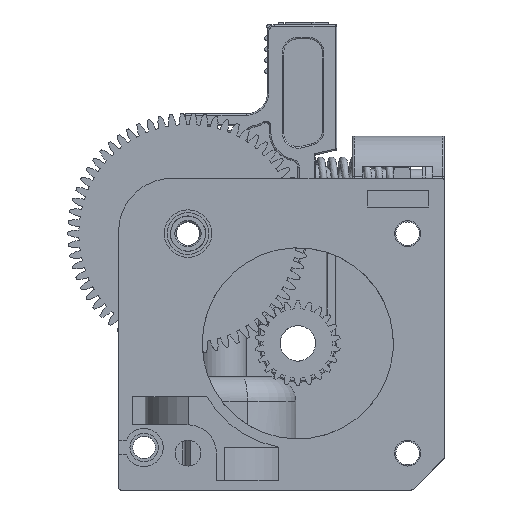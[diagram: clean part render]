
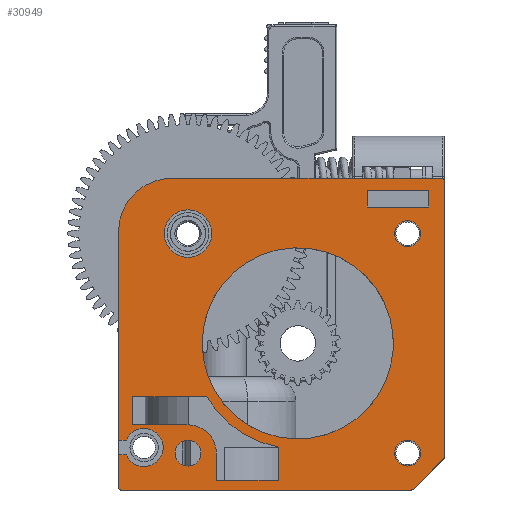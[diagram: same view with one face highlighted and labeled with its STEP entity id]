
A CAD part, front view. The second image highlights one B-rep face of the part: STEP entity #30949.
In plain terms, the highlighted planar face has unit normal (0, -1, 0).
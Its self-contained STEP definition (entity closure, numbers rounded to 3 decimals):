
#1382=FACE_BOUND('',#5163,.T.);
#1383=FACE_BOUND('',#5164,.T.);
#1384=FACE_BOUND('',#5165,.T.);
#1385=FACE_BOUND('',#5166,.T.);
#1386=FACE_BOUND('',#5167,.T.);
#1387=FACE_BOUND('',#5168,.T.);
#1388=FACE_BOUND('',#5169,.T.);
#2105=CIRCLE('',#32713,2.7);
#2128=CIRCLE('',#32760,4.);
#2129=CIRCLE('',#32765,14.9);
#2158=CIRCLE('',#32822,1.825);
#2160=CIRCLE('',#32826,1.825);
#2217=CIRCLE('',#32946,0.3);
#2220=CIRCLE('',#32953,0.3);
#2221=CIRCLE('',#32954,0.3);
#2222=CIRCLE('',#32955,0.3);
#2223=CIRCLE('',#32956,7.5);
#2224=CIRCLE('',#32957,13.5);
#2225=CIRCLE('',#32958,3.35);
#2226=CIRCLE('',#32959,1.825);
#3433=FACE_OUTER_BOUND('',#5162,.T.);
#5162=EDGE_LOOP('',(#19920,#19921,#19922,#19923,#19924,#19925,#19926,#19927,
#19928,#19929,#19930,#19931,#19932,#19933));
#5163=EDGE_LOOP('',(#19934,#19935,#19936,#19937,#19938,#19939,#19940,#19941));
#5164=EDGE_LOOP('',(#19942,#19943,#19944,#19945));
#5165=EDGE_LOOP('',(#19946));
#5166=EDGE_LOOP('',(#19947));
#5167=EDGE_LOOP('',(#19948));
#5168=EDGE_LOOP('',(#19949));
#5169=EDGE_LOOP('',(#19950));
#6931=LINE('',#43832,#9384);
#6936=LINE('',#43846,#9389);
#6940=LINE('',#43854,#9393);
#6946=LINE('',#43865,#9399);
#6983=LINE('',#44103,#9436);
#6986=LINE('',#44108,#9439);
#6989=LINE('',#44116,#9442);
#6991=LINE('',#44120,#9444);
#6993=LINE('',#44124,#9446);
#6996=LINE('',#44131,#9449);
#6997=LINE('',#44135,#9450);
#7001=LINE('',#44143,#9454);
#7004=LINE('',#44149,#9457);
#7007=LINE('',#44154,#9460);
#7150=LINE('',#44737,#9603);
#7151=LINE('',#44741,#9604);
#7152=LINE('',#44744,#9605);
#7153=LINE('',#44746,#9606);
#9384=VECTOR('',#35626,10.);
#9389=VECTOR('',#35639,10.);
#9393=VECTOR('',#35647,10.);
#9399=VECTOR('',#35653,10.);
#9436=VECTOR('',#35770,10.);
#9439=VECTOR('',#35775,10.);
#9442=VECTOR('',#35784,10.);
#9444=VECTOR('',#35788,10.);
#9446=VECTOR('',#35792,10.);
#9449=VECTOR('',#35801,10.);
#9450=VECTOR('',#35804,10.);
#9454=VECTOR('',#35810,10.);
#9457=VECTOR('',#35815,10.);
#9460=VECTOR('',#35820,10.);
#9603=VECTOR('',#36329,10.);
#9604=VECTOR('',#36332,10.);
#9605=VECTOR('',#36335,10.);
#9606=VECTOR('',#36336,10.);
#11841=VERTEX_POINT('',#43830);
#11842=VERTEX_POINT('',#43831);
#11845=VERTEX_POINT('',#43839);
#11847=VERTEX_POINT('',#43845);
#11849=VERTEX_POINT('',#43853);
#11854=VERTEX_POINT('',#43863);
#11905=VERTEX_POINT('',#44101);
#11906=VERTEX_POINT('',#44102);
#11907=VERTEX_POINT('',#44107);
#11908=VERTEX_POINT('',#44111);
#11909=VERTEX_POINT('',#44115);
#11910=VERTEX_POINT('',#44119);
#11911=VERTEX_POINT('',#44123);
#11912=VERTEX_POINT('',#44127);
#11913=VERTEX_POINT('',#44133);
#11914=VERTEX_POINT('',#44134);
#11917=VERTEX_POINT('',#44142);
#11919=VERTEX_POINT('',#44148);
#11982=VERTEX_POINT('',#44377);
#11984=VERTEX_POINT('',#44383);
#12083=VERTEX_POINT('',#44720);
#12084=VERTEX_POINT('',#44721);
#12086=VERTEX_POINT('',#44734);
#12087=VERTEX_POINT('',#44736);
#12088=VERTEX_POINT('',#44738);
#12089=VERTEX_POINT('',#44740);
#12090=VERTEX_POINT('',#44742);
#12091=VERTEX_POINT('',#44745);
#12092=VERTEX_POINT('',#44748);
#12093=VERTEX_POINT('',#44750);
#12094=VERTEX_POINT('',#44752);
#14786=EDGE_CURVE('',#11841,#11842,#6931,.T.);
#14790=EDGE_CURVE('',#11842,#11845,#2105,.T.);
#14793=EDGE_CURVE('',#11845,#11847,#6936,.T.);
#14797=EDGE_CURVE('',#11849,#11841,#6940,.T.);
#14803=EDGE_CURVE('',#11847,#11854,#6946,.T.);
#14872=EDGE_CURVE('',#11905,#11906,#6983,.T.);
#14875=EDGE_CURVE('',#11907,#11905,#6986,.T.);
#14877=EDGE_CURVE('',#11908,#11907,#2128,.T.);
#14879=EDGE_CURVE('',#11909,#11908,#6989,.T.);
#14881=EDGE_CURVE('',#11910,#11909,#6991,.T.);
#14883=EDGE_CURVE('',#11911,#11910,#6993,.T.);
#14885=EDGE_CURVE('',#11912,#11911,#2129,.T.);
#14887=EDGE_CURVE('',#11906,#11912,#6996,.T.);
#14888=EDGE_CURVE('',#11913,#11914,#6997,.T.);
#14892=EDGE_CURVE('',#11917,#11913,#7001,.T.);
#14895=EDGE_CURVE('',#11919,#11917,#7004,.T.);
#14898=EDGE_CURVE('',#11914,#11919,#7007,.T.);
#14982=EDGE_CURVE('',#11982,#11982,#2158,.T.);
#14984=EDGE_CURVE('',#11984,#11984,#2160,.T.);
#15139=EDGE_CURVE('',#12083,#12084,#2217,.T.);
#15146=EDGE_CURVE('',#12086,#11854,#2220,.T.);
#15147=EDGE_CURVE('',#12086,#12087,#7150,.T.);
#15148=EDGE_CURVE('',#12088,#12087,#2221,.T.);
#15149=EDGE_CURVE('',#12089,#12088,#7151,.T.);
#15150=EDGE_CURVE('',#12090,#12089,#2222,.T.);
#15151=EDGE_CURVE('',#12090,#12084,#7152,.T.);
#15152=EDGE_CURVE('',#12083,#12091,#7153,.T.);
#15153=EDGE_CURVE('',#11849,#12091,#2223,.T.);
#15154=EDGE_CURVE('',#12092,#12092,#2224,.T.);
#15155=EDGE_CURVE('',#12093,#12093,#2225,.T.);
#15156=EDGE_CURVE('',#12094,#12094,#2226,.T.);
#19920=ORIENTED_EDGE('',*,*,#14793,.T.);
#19921=ORIENTED_EDGE('',*,*,#14803,.T.);
#19922=ORIENTED_EDGE('',*,*,#15146,.F.);
#19923=ORIENTED_EDGE('',*,*,#15147,.T.);
#19924=ORIENTED_EDGE('',*,*,#15148,.F.);
#19925=ORIENTED_EDGE('',*,*,#15149,.F.);
#19926=ORIENTED_EDGE('',*,*,#15150,.F.);
#19927=ORIENTED_EDGE('',*,*,#15151,.T.);
#19928=ORIENTED_EDGE('',*,*,#15139,.F.);
#19929=ORIENTED_EDGE('',*,*,#15152,.T.);
#19930=ORIENTED_EDGE('',*,*,#15153,.F.);
#19931=ORIENTED_EDGE('',*,*,#14797,.T.);
#19932=ORIENTED_EDGE('',*,*,#14786,.T.);
#19933=ORIENTED_EDGE('',*,*,#14790,.T.);
#19934=ORIENTED_EDGE('',*,*,#14872,.T.);
#19935=ORIENTED_EDGE('',*,*,#14887,.T.);
#19936=ORIENTED_EDGE('',*,*,#14885,.T.);
#19937=ORIENTED_EDGE('',*,*,#14883,.T.);
#19938=ORIENTED_EDGE('',*,*,#14881,.T.);
#19939=ORIENTED_EDGE('',*,*,#14879,.T.);
#19940=ORIENTED_EDGE('',*,*,#14877,.T.);
#19941=ORIENTED_EDGE('',*,*,#14875,.T.);
#19942=ORIENTED_EDGE('',*,*,#14888,.T.);
#19943=ORIENTED_EDGE('',*,*,#14898,.T.);
#19944=ORIENTED_EDGE('',*,*,#14895,.T.);
#19945=ORIENTED_EDGE('',*,*,#14892,.T.);
#19946=ORIENTED_EDGE('',*,*,#15154,.T.);
#19947=ORIENTED_EDGE('',*,*,#15155,.T.);
#19948=ORIENTED_EDGE('',*,*,#14984,.T.);
#19949=ORIENTED_EDGE('',*,*,#14982,.T.);
#19950=ORIENTED_EDGE('',*,*,#15156,.T.);
#28392=PLANE('',#32952);
#30949=ADVANCED_FACE('',(#3433,#1382,#1383,#1384,#1385,#1386,#1387,#1388),
#28392,.T.);
#32713=AXIS2_PLACEMENT_3D('',#43840,#35632,#35633);
#32760=AXIS2_PLACEMENT_3D('',#44112,#35779,#35780);
#32765=AXIS2_PLACEMENT_3D('',#44128,#35796,#35797);
#32822=AXIS2_PLACEMENT_3D('',#44378,#35973,#35974);
#32826=AXIS2_PLACEMENT_3D('',#44384,#35981,#35982);
#32946=AXIS2_PLACEMENT_3D('',#44722,#36309,#36310);
#32952=AXIS2_PLACEMENT_3D('',#44733,#36325,#36326);
#32953=AXIS2_PLACEMENT_3D('',#44735,#36327,#36328);
#32954=AXIS2_PLACEMENT_3D('',#44739,#36330,#36331);
#32955=AXIS2_PLACEMENT_3D('',#44743,#36333,#36334);
#32956=AXIS2_PLACEMENT_3D('',#44747,#36337,#36338);
#32957=AXIS2_PLACEMENT_3D('',#44749,#36339,#36340);
#32958=AXIS2_PLACEMENT_3D('',#44751,#36341,#36342);
#32959=AXIS2_PLACEMENT_3D('',#44753,#36343,#36344);
#35626=DIRECTION('',(1.,0.,0.));
#35632=DIRECTION('center_axis',(0.,1.,0.));
#35633=DIRECTION('ref_axis',(-1.,0.,0.));
#35639=DIRECTION('',(-1.,0.,0.));
#35647=DIRECTION('',(0.,0.,-1.));
#35653=DIRECTION('',(0.,0.,-1.));
#35770=DIRECTION('',(0.,0.,1.));
#35775=DIRECTION('',(-1.,0.,0.));
#35779=DIRECTION('center_axis',(0.,-1.,0.));
#35780=DIRECTION('ref_axis',(-1.,0.,0.));
#35784=DIRECTION('',(0.,0.,1.));
#35788=DIRECTION('',(-1.,0.,0.));
#35792=DIRECTION('',(0.,0.,-1.));
#35796=DIRECTION('center_axis',(0.,-1.,0.));
#35797=DIRECTION('ref_axis',(-1.,0.,0.));
#35801=DIRECTION('',(1.,0.,0.));
#35804=DIRECTION('',(0.,0.,-1.));
#35810=DIRECTION('',(1.,0.,0.));
#35815=DIRECTION('',(0.,0.,1.));
#35820=DIRECTION('',(-1.,0.,0.));
#35973=DIRECTION('center_axis',(0.,1.,0.));
#35974=DIRECTION('ref_axis',(-1.,0.,0.));
#35981=DIRECTION('center_axis',(0.,1.,0.));
#35982=DIRECTION('ref_axis',(-1.,0.,0.));
#36309=DIRECTION('center_axis',(0.,1.,0.));
#36310=DIRECTION('ref_axis',(0.707,0.,0.707));
#36325=DIRECTION('center_axis',(0.,-1.,0.));
#36326=DIRECTION('ref_axis',(0.,0.,-1.));
#36327=DIRECTION('center_axis',(0.,1.,0.));
#36328=DIRECTION('ref_axis',(-0.707,0.,-0.707));
#36329=DIRECTION('',(1.,0.,0.));
#36330=DIRECTION('center_axis',(0.,1.,0.));
#36331=DIRECTION('ref_axis',(0.383,0.,-0.924));
#36332=DIRECTION('',(-0.707,0.,-0.707));
#36333=DIRECTION('center_axis',(0.,1.,0.));
#36334=DIRECTION('ref_axis',(0.924,0.,-0.383));
#36335=DIRECTION('',(0.,0.,1.));
#36336=DIRECTION('',(-1.,0.,0.));
#36337=DIRECTION('center_axis',(0.,1.,0.));
#36338=DIRECTION('ref_axis',(-0.707,0.,0.707));
#36339=DIRECTION('center_axis',(0.,1.,0.));
#36340=DIRECTION('ref_axis',(1.,0.,0.));
#36341=DIRECTION('center_axis',(0.,1.,0.));
#36342=DIRECTION('ref_axis',(-1.,0.,0.));
#36343=DIRECTION('center_axis',(0.,1.,0.));
#36344=DIRECTION('ref_axis',(-1.,0.,0.));
#43830=CARTESIAN_POINT('',(-25.3,0.,-13.7));
#43831=CARTESIAN_POINT('',(-24.208,0.,-13.7));
#43832=CARTESIAN_POINT('',(-13.254,0.,-13.7));
#43839=CARTESIAN_POINT('',(-24.208,0.,-15.7));
#43840=CARTESIAN_POINT('Origin',(-21.7,0.,-14.7));
#43845=CARTESIAN_POINT('',(-25.3,0.,-15.7));
#43846=CARTESIAN_POINT('',(-13.8,0.,-15.7));
#43853=CARTESIAN_POINT('',(-25.3,0.,15.8));
#43854=CARTESIAN_POINT('',(-25.3,0.,23.3));
#43863=CARTESIAN_POINT('',(-25.3,0.,-20.4));
#43865=CARTESIAN_POINT('',(-25.3,0.,23.3));
#44101=CARTESIAN_POINT('',(-23.3,0.,-11.5));
#44102=CARTESIAN_POINT('',(-23.3,0.,-7.5));
#44103=CARTESIAN_POINT('',(-23.3,0.,-5.1));
#44107=CARTESIAN_POINT('',(-15.5,0.,-11.5));
#44108=CARTESIAN_POINT('',(-8.9,0.,-11.5));
#44111=CARTESIAN_POINT('',(-11.5,0.,-15.5));
#44112=CARTESIAN_POINT('Origin',(-15.5,0.,-15.5));
#44115=CARTESIAN_POINT('',(-11.5,0.,-19.35));
#44116=CARTESIAN_POINT('',(-11.5,0.,-9.025));
#44119=CARTESIAN_POINT('',(-2.75,0.,-19.35));
#44120=CARTESIAN_POINT('',(-2.525,0.,-19.35));
#44123=CARTESIAN_POINT('',(-2.75,0.,-14.644));
#44124=CARTESIAN_POINT('',(-2.75,0.,-6.672));
#44127=CARTESIAN_POINT('',(-12.875,0.,-7.5));
#44128=CARTESIAN_POINT('Origin',(0.,0.,0.));
#44131=CARTESIAN_POINT('',(-12.8,0.,-7.5));
#44133=CARTESIAN_POINT('',(18.5,0.,21.6));
#44134=CARTESIAN_POINT('',(18.5,0.,19.25));
#44135=CARTESIAN_POINT('',(18.5,0.,11.45));
#44142=CARTESIAN_POINT('',(9.8,0.,21.6));
#44143=CARTESIAN_POINT('',(3.75,0.,21.6));
#44148=CARTESIAN_POINT('',(9.8,0.,19.25));
#44149=CARTESIAN_POINT('',(9.8,0.,10.275));
#44154=CARTESIAN_POINT('',(8.1,0.,19.25));
#44377=CARTESIAN_POINT('',(17.325,0.,15.5));
#44378=CARTESIAN_POINT('Origin',(15.5,0.,15.5));
#44383=CARTESIAN_POINT('',(17.325,0.,-15.5));
#44384=CARTESIAN_POINT('Origin',(15.5,0.,-15.5));
#44720=CARTESIAN_POINT('',(20.4,0.,23.3));
#44721=CARTESIAN_POINT('',(20.7,0.,23.));
#44722=CARTESIAN_POINT('Origin',(20.4,0.,23.));
#44733=CARTESIAN_POINT('Origin',(-2.3,0.,1.3));
#44734=CARTESIAN_POINT('',(-25.,0.,-20.7));
#44735=CARTESIAN_POINT('Origin',(-25.,0.,-20.4));
#44736=CARTESIAN_POINT('',(16.076,0.,-20.7));
#44737=CARTESIAN_POINT('',(-25.3,0.,-20.7));
#44738=CARTESIAN_POINT('',(16.288,0.,-20.612));
#44739=CARTESIAN_POINT('Origin',(16.076,0.,-20.4));
#44740=CARTESIAN_POINT('',(20.612,0.,-16.288));
#44741=CARTESIAN_POINT('',(18.2,0.,-18.7));
#44742=CARTESIAN_POINT('',(20.7,0.,-16.076));
#44743=CARTESIAN_POINT('Origin',(20.4,0.,-16.076));
#44744=CARTESIAN_POINT('',(20.7,0.,-20.7));
#44745=CARTESIAN_POINT('',(-17.8,0.,23.3));
#44746=CARTESIAN_POINT('',(20.7,0.,23.3));
#44747=CARTESIAN_POINT('Origin',(-17.8,0.,15.8));
#44748=CARTESIAN_POINT('',(-13.5,0.,0.));
#44749=CARTESIAN_POINT('Origin',(0.,0.,0.));
#44750=CARTESIAN_POINT('',(-12.15,0.,15.5));
#44751=CARTESIAN_POINT('Origin',(-15.5,0.,15.5));
#44752=CARTESIAN_POINT('',(-13.675,0.,-15.5));
#44753=CARTESIAN_POINT('Origin',(-15.5,0.,-15.5));
